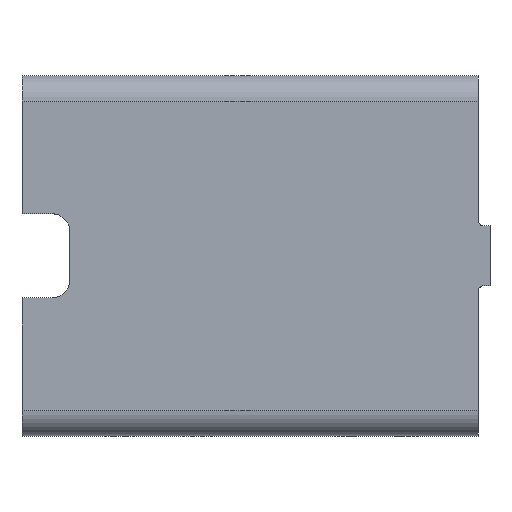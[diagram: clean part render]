
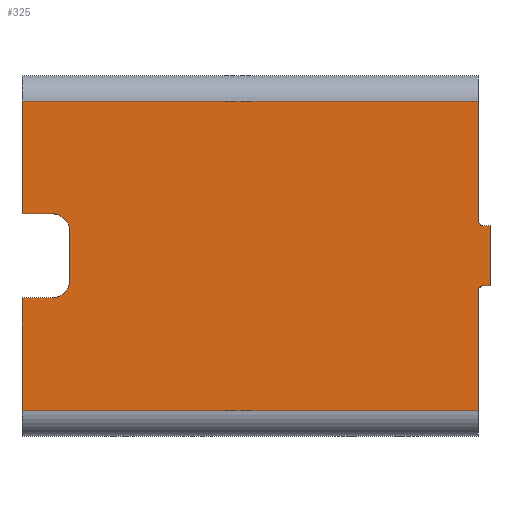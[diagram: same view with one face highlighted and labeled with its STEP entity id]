
A CAD part, top view. The second image highlights one B-rep face of the part: STEP entity #325.
In plain terms, the highlighted planar face has unit normal (0, 0, 1).
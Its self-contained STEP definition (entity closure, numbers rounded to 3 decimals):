
#6 = EDGE_CURVE ( 'NONE', #937, #48, #1308, .T. ) ;
#18 = EDGE_CURVE ( 'NONE', #937, #241, #1470, .T. ) ;
#48 = VERTEX_POINT ( 'NONE', #891 ) ;
#76 = CARTESIAN_POINT ( 'NONE',  ( -1.5, 0., 0. ) ) ;
#77 = VECTOR ( 'NONE', #778, 1000. ) ;
#79 = CARTESIAN_POINT ( 'NONE',  ( 1.95, -0.3, 0. ) ) ;
#82 = VERTEX_POINT ( 'NONE', #645 ) ;
#91 = CARTESIAN_POINT ( 'NONE',  ( 1.9, -1.25, 0. ) ) ;
#100 = DIRECTION ( 'NONE',  ( 1., 0., 0. ) ) ;
#121 = VERTEX_POINT ( 'NONE', #191 ) ;
#137 = CARTESIAN_POINT ( 'NONE',  ( 1.95, -0.25, 0. ) ) ;
#141 = LINE ( 'NONE', #1008, #1454 ) ;
#176 = CARTESIAN_POINT ( 'NONE',  ( 0., 1.25, 0. ) ) ;
#190 = DIRECTION ( 'NONE',  ( 0., 0., -1. ) ) ;
#191 = CARTESIAN_POINT ( 'NONE',  ( -1.5, -0.2, 0. ) ) ;
#195 = EDGE_CURVE ( 'NONE', #930, #833, #798, .T. ) ;
#217 = CIRCLE ( 'NONE', #1267, 0.05 ) ;
#241 = VERTEX_POINT ( 'NONE', #985 ) ;
#243 = ORIENTED_EDGE ( 'NONE', *, *, #1238, .T. ) ;
#253 = DIRECTION ( 'NONE',  ( 1., 0., 0. ) ) ;
#279 = EDGE_CURVE ( 'NONE', #1289, #1340, #712, .T. ) ;
#285 = CARTESIAN_POINT ( 'NONE',  ( 1.9, 1.25, 0. ) ) ;
#286 = CIRCLE ( 'NONE', #1314, 0.05 ) ;
#324 = CARTESIAN_POINT ( 'NONE',  ( -1.5, 0.2, 0. ) ) ;
#325 = ADVANCED_FACE ( 'NONE', ( #898 ), #749, .T. ) ;
#369 = ORIENTED_EDGE ( 'NONE', *, *, #730, .T. ) ;
#374 = CARTESIAN_POINT ( 'NONE',  ( -1.9, -1.29, 0. ) ) ;
#384 = VERTEX_POINT ( 'NONE', #1313 ) ;
#392 = ORIENTED_EDGE ( 'NONE', *, *, #592, .F. ) ;
#397 = LINE ( 'NONE', #76, #595 ) ;
#416 = DIRECTION ( 'NONE',  ( 1., 0., 0. ) ) ;
#458 = LINE ( 'NONE', #285, #1632 ) ;
#473 = ORIENTED_EDGE ( 'NONE', *, *, #279, .T. ) ;
#482 = VECTOR ( 'NONE', #568, 1000. ) ;
#516 = CARTESIAN_POINT ( 'NONE',  ( 1.95, -0.25, 0. ) ) ;
#528 = CARTESIAN_POINT ( 'NONE',  ( 1.9, 0.3, 0. ) ) ;
#551 = VERTEX_POINT ( 'NONE', #1190 ) ;
#566 = DIRECTION ( 'NONE',  ( -1., 0., 0. ) ) ;
#568 = DIRECTION ( 'NONE',  ( 0., -1., 0. ) ) ;
#569 = VECTOR ( 'NONE', #810, 1000. ) ;
#572 = DIRECTION ( 'NONE',  ( 0., 1., 0. ) ) ;
#592 = EDGE_CURVE ( 'NONE', #1183, #833, #861, .T. ) ;
#593 = DIRECTION ( 'NONE',  ( 1., 0., 0. ) ) ;
#595 = VECTOR ( 'NONE', #965, 1000. ) ;
#619 = VECTOR ( 'NONE', #1176, 1000. ) ;
#645 = CARTESIAN_POINT ( 'NONE',  ( 2., -0.25, 0. ) ) ;
#653 = ORIENTED_EDGE ( 'NONE', *, *, #18, .F. ) ;
#658 = ORIENTED_EDGE ( 'NONE', *, *, #1419, .T. ) ;
#674 = CARTESIAN_POINT ( 'NONE',  ( 1.9, 1.29, 0. ) ) ;
#687 = CARTESIAN_POINT ( 'NONE',  ( 1.9, -0.3, 0. ) ) ;
#701 = LINE ( 'NONE', #1426, #1844 ) ;
#707 = VERTEX_POINT ( 'NONE', #137 ) ;
#712 = LINE ( 'NONE', #1656, #569 ) ;
#730 = EDGE_CURVE ( 'NONE', #82, #384, #701, .T. ) ;
#749 = PLANE ( 'NONE',  #1492 ) ;
#755 = AXIS2_PLACEMENT_3D ( 'NONE', #1380, #954, #100 ) ;
#778 = DIRECTION ( 'NONE',  ( 1., 0., 0. ) ) ;
#798 = LINE ( 'NONE', #1411, #1521 ) ;
#806 = CARTESIAN_POINT ( 'NONE',  ( -1.65, 0.35, 0. ) ) ;
#810 = DIRECTION ( 'NONE',  ( -1., 0., 0. ) ) ;
#833 = VERTEX_POINT ( 'NONE', #806 ) ;
#836 = ORIENTED_EDGE ( 'NONE', *, *, #934, .T. ) ;
#850 = ORIENTED_EDGE ( 'NONE', *, *, #6, .T. ) ;
#860 = CARTESIAN_POINT ( 'NONE',  ( -1.65, -0.35, 0. ) ) ;
#861 = CIRCLE ( 'NONE', #1668, 0.15 ) ;
#883 = CARTESIAN_POINT ( 'NONE',  ( 1.95, 0.3, 0. ) ) ;
#891 = CARTESIAN_POINT ( 'NONE',  ( 1.9, -1.29, 0. ) ) ;
#898 = FACE_OUTER_BOUND ( 'NONE', #926, .T. ) ;
#922 = CARTESIAN_POINT ( 'NONE',  ( -1.9, 1.29, 0. ) ) ;
#926 = EDGE_LOOP ( 'NONE', ( #1605, #473, #1487, #1587, #392, #836, #1545, #1391, #653, #850, #949, #1503, #658, #369, #1256, #243 ) ) ;
#930 = VERTEX_POINT ( 'NONE', #1675 ) ;
#934 = EDGE_CURVE ( 'NONE', #1183, #121, #397, .T. ) ;
#937 = VERTEX_POINT ( 'NONE', #374 ) ;
#941 = VERTEX_POINT ( 'NONE', #528 ) ;
#949 = ORIENTED_EDGE ( 'NONE', *, *, #951, .F. ) ;
#951 = EDGE_CURVE ( 'NONE', #1499, #48, #1653, .T. ) ;
#954 = DIRECTION ( 'NONE',  ( 0., 0., 1. ) ) ;
#965 = DIRECTION ( 'NONE',  ( 0., -1., 0. ) ) ;
#971 = DIRECTION ( 'NONE',  ( 0., 0., 1. ) ) ;
#985 = CARTESIAN_POINT ( 'NONE',  ( -1.9, -0.35, 0. ) ) ;
#995 = EDGE_CURVE ( 'NONE', #384, #551, #1860, .T. ) ;
#1008 = CARTESIAN_POINT ( 'NONE',  ( -1.75, -0.35, 0. ) ) ;
#1017 = EDGE_CURVE ( 'NONE', #1655, #241, #141, .T. ) ;
#1054 = CARTESIAN_POINT ( 'NONE',  ( -1.9, -1.25, 0. ) ) ;
#1073 = VECTOR ( 'NONE', #1186, 1000. ) ;
#1078 = EDGE_CURVE ( 'NONE', #941, #1289, #458, .T. ) ;
#1091 = DIRECTION ( 'NONE',  ( 0., -1., 0. ) ) ;
#1132 = DIRECTION ( 'NONE',  ( -1., 0., 0. ) ) ;
#1176 = DIRECTION ( 'NONE',  ( 0., 1., 0. ) ) ;
#1183 = VERTEX_POINT ( 'NONE', #324 ) ;
#1186 = DIRECTION ( 'NONE',  ( 1., 0., 0. ) ) ;
#1190 = CARTESIAN_POINT ( 'NONE',  ( 1.95, 0.25, 0. ) ) ;
#1218 = VECTOR ( 'NONE', #1091, 1000. ) ;
#1238 = EDGE_CURVE ( 'NONE', #551, #941, #286, .T. ) ;
#1253 = CARTESIAN_POINT ( 'NONE',  ( -1.9, 1.25, 0. ) ) ;
#1256 = ORIENTED_EDGE ( 'NONE', *, *, #995, .T. ) ;
#1257 = CARTESIAN_POINT ( 'NONE',  ( -1.65, 0.2, 0. ) ) ;
#1258 = EDGE_CURVE ( 'NONE', #1655, #121, #1569, .T. ) ;
#1267 = AXIS2_PLACEMENT_3D ( 'NONE', #79, #190, #1483 ) ;
#1289 = VERTEX_POINT ( 'NONE', #674 ) ;
#1290 = DIRECTION ( 'NONE',  ( 0., 1., 0. ) ) ;
#1293 = DIRECTION ( 'NONE',  ( 0., 0., 1. ) ) ;
#1295 = CARTESIAN_POINT ( 'NONE',  ( 1.95, 0.25, 0. ) ) ;
#1305 = EDGE_CURVE ( 'NONE', #1499, #707, #217, .T. ) ;
#1308 = LINE ( 'NONE', #1450, #77 ) ;
#1313 = CARTESIAN_POINT ( 'NONE',  ( 2., 0.25, 0. ) ) ;
#1314 = AXIS2_PLACEMENT_3D ( 'NONE', #883, #1451, #1471 ) ;
#1340 = VERTEX_POINT ( 'NONE', #922 ) ;
#1380 = CARTESIAN_POINT ( 'NONE',  ( -1.65, -0.2, 0. ) ) ;
#1391 = ORIENTED_EDGE ( 'NONE', *, *, #1017, .T. ) ;
#1401 = VECTOR ( 'NONE', #1132, 1000. ) ;
#1411 = CARTESIAN_POINT ( 'NONE',  ( -1.75, 0.35, 0. ) ) ;
#1419 = EDGE_CURVE ( 'NONE', #707, #82, #1792, .T. ) ;
#1426 = CARTESIAN_POINT ( 'NONE',  ( 2., 0., 0. ) ) ;
#1450 = CARTESIAN_POINT ( 'NONE',  ( 0., -1.29, 0. ) ) ;
#1451 = DIRECTION ( 'NONE',  ( 0., 0., -1. ) ) ;
#1454 = VECTOR ( 'NONE', #566, 1000. ) ;
#1470 = LINE ( 'NONE', #1054, #619 ) ;
#1471 = DIRECTION ( 'NONE',  ( 1., 0., 0. ) ) ;
#1483 = DIRECTION ( 'NONE',  ( 1., 0., 0. ) ) ;
#1487 = ORIENTED_EDGE ( 'NONE', *, *, #1548, .T. ) ;
#1492 = AXIS2_PLACEMENT_3D ( 'NONE', #176, #1293, #593 ) ;
#1499 = VERTEX_POINT ( 'NONE', #687 ) ;
#1503 = ORIENTED_EDGE ( 'NONE', *, *, #1305, .T. ) ;
#1521 = VECTOR ( 'NONE', #416, 1000. ) ;
#1545 = ORIENTED_EDGE ( 'NONE', *, *, #1258, .F. ) ;
#1548 = EDGE_CURVE ( 'NONE', #1340, #930, #1835, .T. ) ;
#1569 = CIRCLE ( 'NONE', #755, 0.15 ) ;
#1587 = ORIENTED_EDGE ( 'NONE', *, *, #195, .T. ) ;
#1605 = ORIENTED_EDGE ( 'NONE', *, *, #1078, .T. ) ;
#1632 = VECTOR ( 'NONE', #1290, 1000. ) ;
#1653 = LINE ( 'NONE', #91, #1218 ) ;
#1655 = VERTEX_POINT ( 'NONE', #860 ) ;
#1656 = CARTESIAN_POINT ( 'NONE',  ( 0., 1.29, 0. ) ) ;
#1668 = AXIS2_PLACEMENT_3D ( 'NONE', #1257, #971, #253 ) ;
#1675 = CARTESIAN_POINT ( 'NONE',  ( -1.9, 0.35, 0. ) ) ;
#1792 = LINE ( 'NONE', #516, #1073 ) ;
#1835 = LINE ( 'NONE', #1253, #482 ) ;
#1844 = VECTOR ( 'NONE', #572, 1000. ) ;
#1860 = LINE ( 'NONE', #1295, #1401 ) ;
